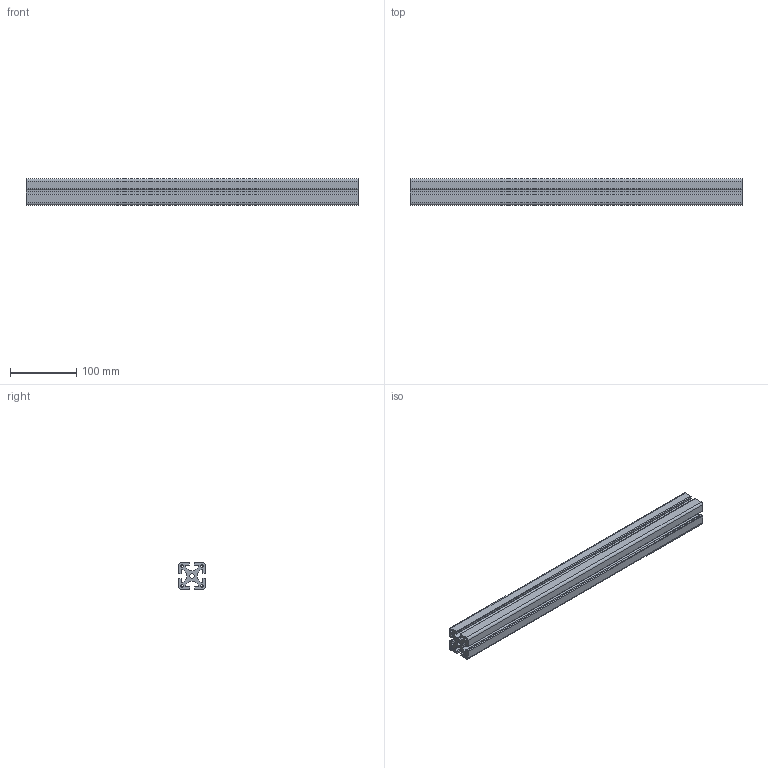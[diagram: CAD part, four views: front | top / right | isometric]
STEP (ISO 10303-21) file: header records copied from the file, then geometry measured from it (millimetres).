
FILE_DESCRIPTION(/* description */ (''),/* implementation_level */ '2;1');
FILE_NAME(/* name */ 'Profile 40x40.step',/* time_stamp */ '2022-11-06T17:09:12+01:00',/* author */ (''),/* organization */ (''),/* preprocessor_version */ 'ST-DEVELOPER v19.2',/* originating_system */ 'Autodesk Translation Framework v11.17.0.187',/* authorisation */ '');
FILE_SCHEMA (('AUTOMOTIVE_DESIGN { 1 0 10303 214 3 1 1 }'));
Length unit declared in the file: millimetre
Products named in the file (1): Profile 40x40
Bounding box: 500 x 40 x 40 mm (x, y, z)
Volume: 454095.5 mm3; surface area: 194734.3 mm2
Topology: 1 solids, 1 shells, 83 faces, 243 edges, 162 vertices
Faces by surface type: plane 42, cylinder 41
Full cylindrical faces by diameter (mm): 4 x4, 6.8 x1
Entity records: 2832 total; most frequent: DIRECTION 493, CARTESIAN_POINT 489, ORIENTED_EDGE 486, EDGE_CURVE 243, AXIS2_PLACEMENT_3D 166, VERTEX_POINT 162, LINE 161, VECTOR 161
